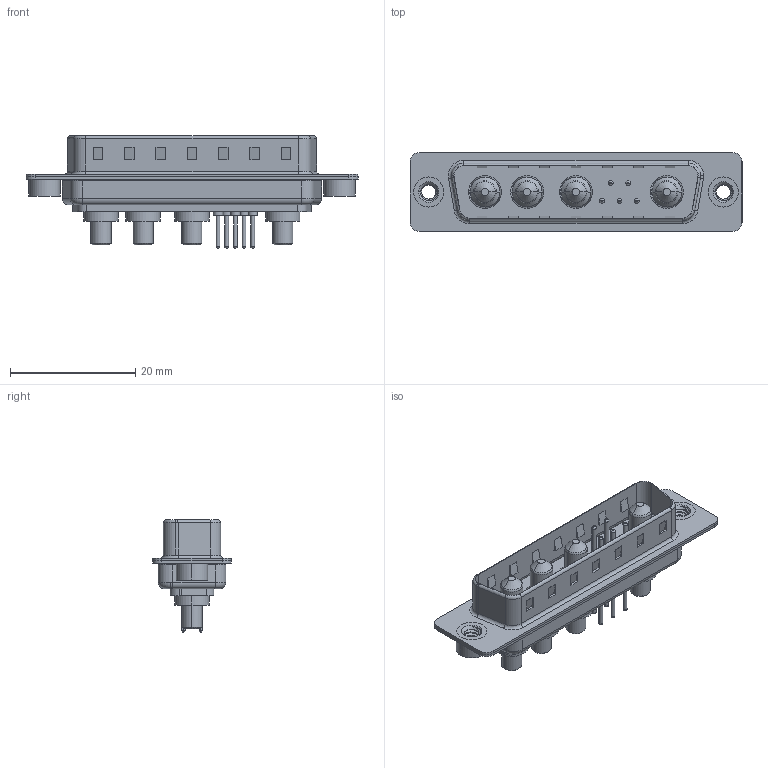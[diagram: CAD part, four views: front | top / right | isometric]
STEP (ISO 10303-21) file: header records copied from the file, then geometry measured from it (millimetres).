
FILE_DESCRIPTION (( 'STEP AP203' ), '1' );
FILE_NAME ('627-9W4-224-3T2.STEP', '2019-05-26T05:14:38', ( '' ), ( '' ), 'SwSTEP 2.0', 'SolidWorks 2016', '' );
FILE_SCHEMA (( 'CONFIG_CONTROL_DESIGN' ));
Length unit declared in the file: millimetre
Products named in the file (8): 627-9W4-224-3T2; 627Combo Housing_9W4; 627Combo Shell Rear_25 Contacts; 627Combo Shell Front_25 Contacts; 627Combo Threaded Rivet_2; Power Pin_30A S; 627Combo Contact Row 1_24; 627Combo Contact Row 2_24
Assembly tree (14 placements, depth 2):
  627-9W4-224-3T2
    627Combo Housing_9W4
    627Combo Shell Rear_25 Contacts
    627Combo Shell Front_25 Contacts
    627Combo Threaded Rivet_2  x2
    Power Pin_30A S  x4
    627Combo Contact Row 1_24  x2
    627Combo Contact Row 2_24  x3
Bounding box: 53 x 12.6 x 17.9 mm (x, y, z)
Volume: 3022.4 mm3; surface area: 6728.2 mm2
Topology: 18 solids, 18 shells, 721 faces, 1667 edges, 1030 vertices
Faces by surface type: cylinder 283, plane 246, torus 138, cone 40, bspline 14
Entity records: 17098 total; most frequent: CARTESIAN_POINT 4040, DIRECTION 2681, ORIENTED_EDGE 2394, EDGE_CURVE 1197, AXIS2_PLACEMENT_3D 1027, VERTEX_POINT 750, VECTOR 627, LINE 627
